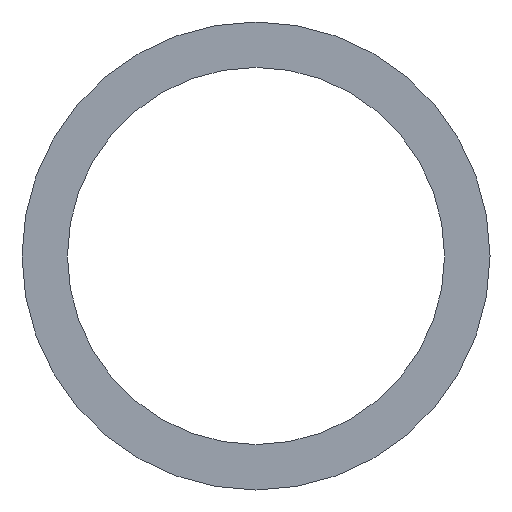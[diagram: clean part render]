
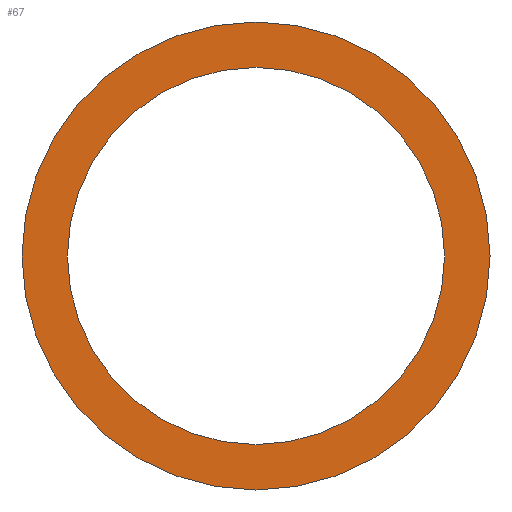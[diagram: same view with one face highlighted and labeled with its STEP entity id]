
A CAD part, front view. The second image highlights one B-rep face of the part: STEP entity #67.
In plain terms, the highlighted planar face has unit normal (0, -1, 0).
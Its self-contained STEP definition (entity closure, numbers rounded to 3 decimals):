
#25=FACE_BOUND('',#35,.T.);
#29=FACE_OUTER_BOUND('',#34,.T.);
#34=EDGE_LOOP('',(#60));
#35=EDGE_LOOP('',(#61));
#38=CIRCLE('',#95,4.15);
#39=CIRCLE('',#97,5.15);
#42=VERTEX_POINT('',#126);
#43=VERTEX_POINT('',#130);
#47=EDGE_CURVE('',#42,#42,#38,.T.);
#49=EDGE_CURVE('',#43,#43,#39,.T.);
#60=ORIENTED_EDGE('',*,*,#49,.T.);
#61=ORIENTED_EDGE('',*,*,#47,.T.);
#63=PLANE('',#98);
#67=ADVANCED_FACE('',(#29,#25),#63,.F.);
#95=AXIS2_PLACEMENT_3D('',#128,#110,#111);
#97=AXIS2_PLACEMENT_3D('',#132,#115,#116);
#98=AXIS2_PLACEMENT_3D('',#133,#117,#118);
#110=DIRECTION('center_axis',(0.,1.,0.));
#111=DIRECTION('ref_axis',(1.,0.,0.));
#115=DIRECTION('center_axis',(0.,-1.,0.));
#116=DIRECTION('ref_axis',(-1.,0.,0.));
#117=DIRECTION('center_axis',(0.,1.,0.));
#118=DIRECTION('ref_axis',(0.,0.,1.));
#126=CARTESIAN_POINT('',(-4.15,-85.,0.));
#128=CARTESIAN_POINT('Origin',(0.,-85.,0.));
#130=CARTESIAN_POINT('',(5.15,-85.,0.));
#132=CARTESIAN_POINT('Origin',(0.,-85.,0.));
#133=CARTESIAN_POINT('Origin',(0.,-85.,0.));
